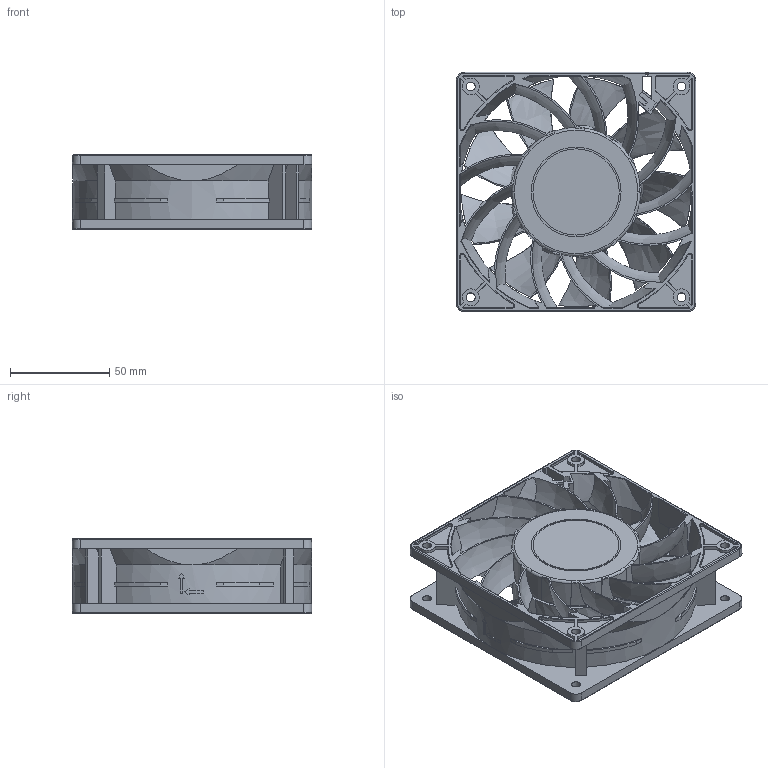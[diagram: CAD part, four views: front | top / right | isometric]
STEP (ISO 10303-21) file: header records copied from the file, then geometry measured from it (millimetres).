
FILE_DESCRIPTION((''),'2;1');
FILE_NAME('ASM0001_ASM','2014-04-30T',('Administrator'),(''),'PRO/ENGINEER BY PARAMETRIC TECHNOLOGY CORPORATION, 2010180','PRO/ENGINEER BY PARAMETRIC TECHNOLOGY CORPORATION, 2010180','');
FILE_SCHEMA(('CONFIG_CONTROL_DESIGN'));
Length unit declared in the file: millimetre
Products named in the file (3): PRT0004; PRT0005; ASM0001_ASM
Assembly tree (2 placements, depth 2):
  ASM0001_ASM
    PRT0004
    PRT0005
Bounding box: 120.6 x 120.5 x 37.9 mm (x, y, z)
Volume: 97743.5 mm3; surface area: 107002.9 mm2
Topology: 2 solids, 2 shells, 768 faces, 2311 edges, 1542 vertices
Faces by surface type: plane 272, cylinder 193, cone 138, torus 94, bspline 71
Entity records: 33316 total; most frequent: CARTESIAN_POINT 13030, ORIENTED_EDGE 4622, DIRECTION 3948, EDGE_CURVE 2311, AXIS2_PLACEMENT_3D 1624, VERTEX_POINT 1542, CIRCLE 922, EDGE_LOOP 819
